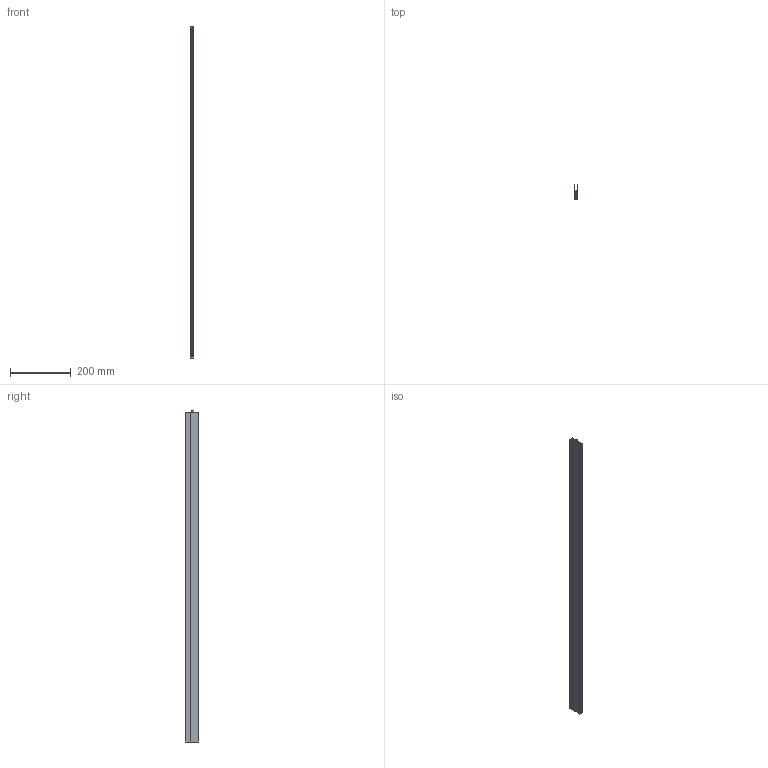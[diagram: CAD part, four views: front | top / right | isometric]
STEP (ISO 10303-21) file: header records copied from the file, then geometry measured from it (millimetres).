
FILE_DESCRIPTION (( 'STEP AP203' ), '1' );
FILE_NAME ('KG F8 schmal 1084.STEP', '2025-03-05T16:23:31', ( '' ), ( '' ), 'SwSTEP 2.0', 'SolidWorks 2023', '' );
FILE_SCHEMA (( 'CONFIG_CONTROL_DESIGN' ));
Length unit declared in the file: millimetre
Products named in the file (5): Innengeometrie_WA_1080; Schutzprofil KG F8 schmal_1084; KG F8 schmal 1084; Betätigungsteil_WA; Aussengehäuse_WA_1080
Assembly tree (4 placements, depth 2):
  KG F8 schmal 1084
    Schutzprofil KG F8 schmal_1084
    Aussengehäuse_WA_1080
    Betätigungsteil_WA
    Innengeometrie_WA_1080
Bounding box: 11.5 x 46.01 x 1092 mm (x, y, z)
Volume: 303637.6 mm3; surface area: 472002.6 mm2
Topology: 19 solids, 19 shells, 702 faces, 1984 edges, 1322 vertices
Faces by surface type: plane 342, bspline 308, cylinder 50, torus 2
Entity records: 38284 total; most frequent: CARTESIAN_POINT 21464, ORIENTED_EDGE 3968, DIRECTION 2276, EDGE_CURVE 1984, VERTEX_POINT 1322, VECTOR 1262, LINE 1262, EDGE_LOOP 784
